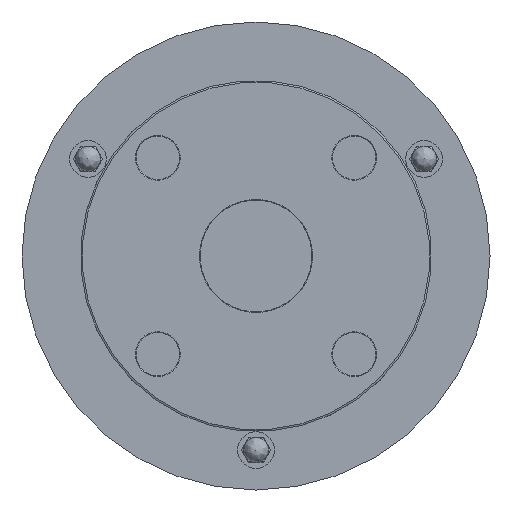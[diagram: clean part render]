
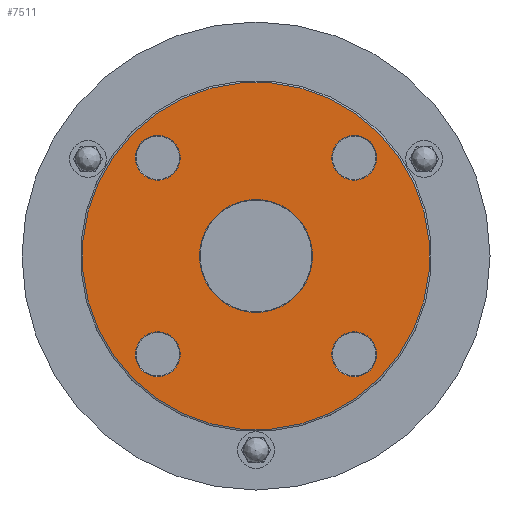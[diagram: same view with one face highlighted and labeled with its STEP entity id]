
A CAD part, front view. The second image highlights one B-rep face of the part: STEP entity #7511.
In plain terms, the highlighted planar face has unit normal (0, -1, 0).
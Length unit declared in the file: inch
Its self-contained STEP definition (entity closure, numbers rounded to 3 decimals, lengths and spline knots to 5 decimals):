
#7433=CARTESIAN_POINT('',(-2.10011,-2.5,2.10011));
#7434=VERTEX_POINT('',#7433);
#7435=CARTESIAN_POINT('',(0.,-2.5,0.));
#7436=DIRECTION('',(0.,1.0,0.));
#7437=DIRECTION('',(0.707,0.,-0.707));
#7438=AXIS2_PLACEMENT_3D('',#7435,#7436,#7437);
#7439=CIRCLE('',#7438,2.97);
#7440=EDGE_CURVE('',#7434,#7434,#7439,.T.);
#7448=CARTESIAN_POINT('',(-1.39883,-2.5,1.39883));
#7449=DIRECTION('',(0.0,-1.0,0.0));
#7450=DIRECTION('',(0.707,0.0,0.707));
#7451=AXIS2_PLACEMENT_3D('',#7448,#7449,#7450);
#7452=PLANE('',#7451);
#7453=ORIENTED_EDGE('',*,*,#7440,.F.);
#7454=EDGE_LOOP('',(#7453));
#7455=FACE_OUTER_BOUND('',#7454,.T.);
#7456=CARTESIAN_POINT('',(1.94985,-2.5,-1.40891));
#7457=VERTEX_POINT('',#7456);
#7458=CARTESIAN_POINT('',(1.67938,-2.5,-1.67938));
#7459=DIRECTION('',(0.,-1.0,0.));
#7460=DIRECTION('',(-0.707,0.,-0.707));
#7461=AXIS2_PLACEMENT_3D('',#7458,#7459,#7460);
#7462=CIRCLE('',#7461,0.3825);
#7463=EDGE_CURVE('',#7457,#7457,#7462,.T.);
#7464=ORIENTED_EDGE('',*,*,#7463,.F.);
#7465=EDGE_LOOP('',(#7464));
#7466=FACE_BOUND('',#7465,.T.);
#7467=CARTESIAN_POINT('',(-1.40891,-2.5,-1.94985));
#7468=VERTEX_POINT('',#7467);
#7469=CARTESIAN_POINT('',(-1.67938,-2.5,-1.67938));
#7470=DIRECTION('',(0.,-1.0,0.));
#7471=DIRECTION('',(-0.707,0.,0.707));
#7472=AXIS2_PLACEMENT_3D('',#7469,#7470,#7471);
#7473=CIRCLE('',#7472,0.3825);
#7474=EDGE_CURVE('',#7468,#7468,#7473,.T.);
#7475=ORIENTED_EDGE('',*,*,#7474,.F.);
#7476=EDGE_LOOP('',(#7475));
#7477=FACE_BOUND('',#7476,.T.);
#7478=CARTESIAN_POINT('',(-1.94985,-2.5,1.40891));
#7479=VERTEX_POINT('',#7478);
#7480=CARTESIAN_POINT('',(-1.67938,-2.5,1.67938));
#7481=DIRECTION('',(0.,-1.0,0.));
#7482=DIRECTION('',(0.707,0.,0.707));
#7483=AXIS2_PLACEMENT_3D('',#7480,#7481,#7482);
#7484=CIRCLE('',#7483,0.3825);
#7485=EDGE_CURVE('',#7479,#7479,#7484,.T.);
#7486=ORIENTED_EDGE('',*,*,#7485,.F.);
#7487=EDGE_LOOP('',(#7486));
#7488=FACE_BOUND('',#7487,.T.);
#7489=CARTESIAN_POINT('',(-0.68342,-2.5,0.68342));
#7490=VERTEX_POINT('',#7489);
#7491=CARTESIAN_POINT('',(0.,-2.5,0.));
#7492=DIRECTION('',(0.,-1.0,0.));
#7493=DIRECTION('',(0.707,0.,-0.707));
#7494=AXIS2_PLACEMENT_3D('',#7491,#7492,#7493);
#7495=CIRCLE('',#7494,0.9665);
#7496=EDGE_CURVE('',#7490,#7490,#7495,.T.);
#7497=ORIENTED_EDGE('',*,*,#7496,.F.);
#7498=EDGE_LOOP('',(#7497));
#7499=FACE_BOUND('',#7498,.T.);
#7500=CARTESIAN_POINT('',(1.40891,-2.5,1.94985));
#7501=VERTEX_POINT('',#7500);
#7502=CARTESIAN_POINT('',(1.67938,-2.5,1.67938));
#7503=DIRECTION('',(0.,-1.0,0.));
#7504=DIRECTION('',(0.707,0.,-0.707));
#7505=AXIS2_PLACEMENT_3D('',#7502,#7503,#7504);
#7506=CIRCLE('',#7505,0.3825);
#7507=EDGE_CURVE('',#7501,#7501,#7506,.T.);
#7508=ORIENTED_EDGE('',*,*,#7507,.F.);
#7509=EDGE_LOOP('',(#7508));
#7510=FACE_BOUND('',#7509,.T.);
#7511=ADVANCED_FACE('',(#7455,#7466,#7477,#7488,#7499,#7510),#7452,.T.);
